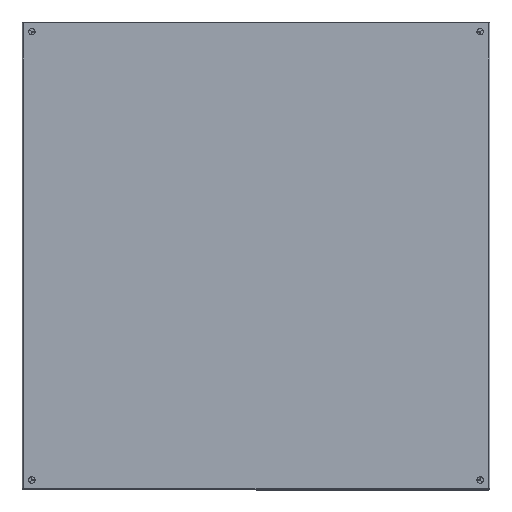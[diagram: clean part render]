
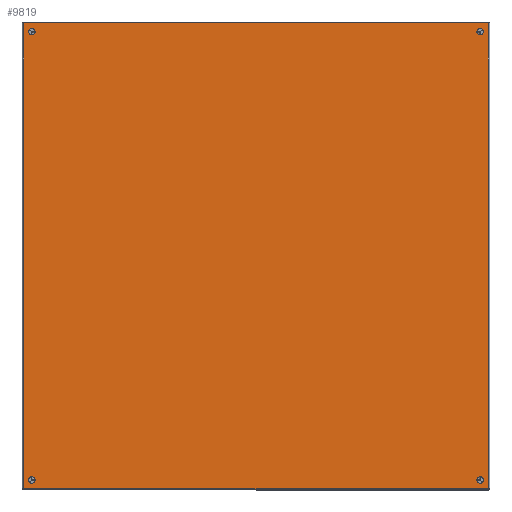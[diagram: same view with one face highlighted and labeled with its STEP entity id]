
A CAD part, top view. The second image highlights one B-rep face of the part: STEP entity #9819.
In plain terms, the highlighted face is planar.
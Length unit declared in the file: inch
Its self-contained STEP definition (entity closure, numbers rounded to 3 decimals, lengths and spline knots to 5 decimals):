
#665 = EDGE_CURVE ( 'NONE', #60984, #10604, #31194, .T. ) ;
#1397 = DIRECTION ( 'NONE',  ( 0., 0., 1. ) ) ;
#1421 = AXIS2_PLACEMENT_3D ( 'NONE', #18594, #7159, #1397 ) ;
#1497 = VERTEX_POINT ( 'NONE', #74534 ) ;
#2170 = EDGE_CURVE ( 'NONE', #23757, #44837, #14337, .T. ) ;
#2198 = ORIENTED_EDGE ( 'NONE', *, *, #665, .T. ) ;
#2201 = CARTESIAN_POINT ( 'NONE',  ( 0., 35.25, 17.25 ) ) ;
#2529 = DIRECTION ( 'NONE',  ( 0., 0., -1. ) ) ;
#3521 = EDGE_CURVE ( 'NONE', #16313, #32912, #57687, .T. ) ;
#3712 = CARTESIAN_POINT ( 'NONE',  ( 0., 35.25, -17.5 ) ) ;
#5050 = EDGE_LOOP ( 'NONE', ( #55785, #5679 ) ) ;
#5679 = ORIENTED_EDGE ( 'NONE', *, *, #32929, .T. ) ;
#7090 = VERTEX_POINT ( 'NONE', #69611 ) ;
#7159 = DIRECTION ( 'NONE',  ( 1., 0., 0. ) ) ;
#7466 = DIRECTION ( 'NONE',  ( 0., 0., 1. ) ) ;
#7640 = CARTESIAN_POINT ( 'NONE',  ( 0., 0.75, 17.25 ) ) ;
#8016 = AXIS2_PLACEMENT_3D ( 'NONE', #32159, #39449, #44048 ) ;
#9158 = CARTESIAN_POINT ( 'NONE',  ( 0., 0.072, -17.928 ) ) ;
#9819 = ADVANCED_FACE ( 'NONE', ( #60135, #70858, #19114, #59747, #30585 ), #11873, .F. ) ;
#10590 = CARTESIAN_POINT ( 'NONE',  ( 0., 0.75, -17. ) ) ;
#10604 = VERTEX_POINT ( 'NONE', #10590 ) ;
#10696 = ORIENTED_EDGE ( 'NONE', *, *, #2170, .T. ) ;
#11873 = PLANE ( 'NONE',  #48565 ) ;
#12105 = CIRCLE ( 'NONE', #18061, 0.25 ) ;
#13014 = DIRECTION ( 'NONE',  ( 0., 0., 1. ) ) ;
#13154 = AXIS2_PLACEMENT_3D ( 'NONE', #53972, #36350, #19468 ) ;
#13239 = ORIENTED_EDGE ( 'NONE', *, *, #26611, .T. ) ;
#13256 = CARTESIAN_POINT ( 'NONE',  ( 0., 0.108, -17.928 ) ) ;
#13769 = DIRECTION ( 'NONE',  ( 0., 1., 0. ) ) ;
#14337 = CIRCLE ( 'NONE', #13154, 0.25 ) ;
#15521 = CARTESIAN_POINT ( 'NONE',  ( 0., 0.75, 17.5 ) ) ;
#16313 = VERTEX_POINT ( 'NONE', #70930 ) ;
#17091 = VECTOR ( 'NONE', #32469, 39.37008 ) ;
#17216 = CIRCLE ( 'NONE', #26999, 0.25 ) ;
#17446 = ORIENTED_EDGE ( 'NONE', *, *, #69746, .T. ) ;
#17448 = ORIENTED_EDGE ( 'NONE', *, *, #39759, .T. ) ;
#17476 = VECTOR ( 'NONE', #7466, 39.37008 ) ;
#17629 = EDGE_CURVE ( 'NONE', #7090, #1497, #48073, .T. ) ;
#18061 = AXIS2_PLACEMENT_3D ( 'NONE', #7640, #71982, #71214 ) ;
#18322 = DIRECTION ( 'NONE',  ( 1., 0., 0. ) ) ;
#18575 = CIRCLE ( 'NONE', #22242, 0.25 ) ;
#18594 = CARTESIAN_POINT ( 'NONE',  ( 0., 35.25, -17.25 ) ) ;
#19114 = FACE_BOUND ( 'NONE', #39424, .T. ) ;
#19403 = CARTESIAN_POINT ( 'NONE',  ( 0., 0.75, 17. ) ) ;
#19468 = DIRECTION ( 'NONE',  ( 0., 0., 1. ) ) ;
#19666 = LINE ( 'NONE', #49576, #17476 ) ;
#20227 = EDGE_LOOP ( 'NONE', ( #30456, #75842, #26488, #17448 ) ) ;
#20571 = DIRECTION ( 'NONE',  ( 1., 0., 0. ) ) ;
#20914 = DIRECTION ( 'NONE',  ( 0., 0., 1. ) ) ;
#21690 = CARTESIAN_POINT ( 'NONE',  ( 0., 35.25, -17.25 ) ) ;
#22242 = AXIS2_PLACEMENT_3D ( 'NONE', #21690, #61538, #20914 ) ;
#23499 = VECTOR ( 'NONE', #2529, 39.37008 ) ;
#23757 = VERTEX_POINT ( 'NONE', #28491 ) ;
#26488 = ORIENTED_EDGE ( 'NONE', *, *, #17629, .F. ) ;
#26611 = EDGE_CURVE ( 'NONE', #10604, #60984, #65359, .T. ) ;
#26999 = AXIS2_PLACEMENT_3D ( 'NONE', #41286, #18322, #66211 ) ;
#27512 = EDGE_CURVE ( 'NONE', #64549, #39221, #19666, .T. ) ;
#28491 = CARTESIAN_POINT ( 'NONE',  ( 0., 35.25, 17. ) ) ;
#28560 = DIRECTION ( 'NONE',  ( 0., 0., 1. ) ) ;
#30456 = ORIENTED_EDGE ( 'NONE', *, *, #27512, .F. ) ;
#30585 = FACE_BOUND ( 'NONE', #5050, .T. ) ;
#31194 = CIRCLE ( 'NONE', #8016, 0.25 ) ;
#32159 = CARTESIAN_POINT ( 'NONE',  ( 0., 0.75, -17.25 ) ) ;
#32469 = DIRECTION ( 'NONE',  ( 0., -1., 0. ) ) ;
#32912 = VERTEX_POINT ( 'NONE', #3712 ) ;
#32929 = EDGE_CURVE ( 'NONE', #32912, #16313, #18575, .T. ) ;
#34607 = EDGE_CURVE ( 'NONE', #64549, #1497, #73139, .T. ) ;
#34920 = LINE ( 'NONE', #42854, #65535 ) ;
#36350 = DIRECTION ( 'NONE',  ( 1., 0., 0. ) ) ;
#37177 = AXIS2_PLACEMENT_3D ( 'NONE', #2201, #66154, #44526 ) ;
#39221 = VERTEX_POINT ( 'NONE', #51271 ) ;
#39236 = VERTEX_POINT ( 'NONE', #19403 ) ;
#39424 = EDGE_LOOP ( 'NONE', ( #13239, #2198 ) ) ;
#39449 = DIRECTION ( 'NONE',  ( 1., 0., 0. ) ) ;
#39759 = EDGE_CURVE ( 'NONE', #7090, #39221, #34920, .T. ) ;
#39934 = CARTESIAN_POINT ( 'NONE',  ( 0., 35.892, -17.928 ) ) ;
#41205 = EDGE_CURVE ( 'NONE', #44837, #23757, #69018, .T. ) ;
#41286 = CARTESIAN_POINT ( 'NONE',  ( 0., 0.75, 17.25 ) ) ;
#42071 = CARTESIAN_POINT ( 'NONE',  ( 0., 35.928, 17.928 ) ) ;
#42854 = CARTESIAN_POINT ( 'NONE',  ( 0., 35.928, 17.928 ) ) ;
#44048 = DIRECTION ( 'NONE',  ( 0., 0., 1. ) ) ;
#44526 = DIRECTION ( 'NONE',  ( 0., 0., 1. ) ) ;
#44557 = AXIS2_PLACEMENT_3D ( 'NONE', #73063, #20571, #28560 ) ;
#44837 = VERTEX_POINT ( 'NONE', #45887 ) ;
#45887 = CARTESIAN_POINT ( 'NONE',  ( 0., 35.25, 17.5 ) ) ;
#48073 = LINE ( 'NONE', #13256, #23499 ) ;
#48565 = AXIS2_PLACEMENT_3D ( 'NONE', #42071, #65486, #13014 ) ;
#49576 = CARTESIAN_POINT ( 'NONE',  ( 0., 35.892, 17.928 ) ) ;
#51271 = CARTESIAN_POINT ( 'NONE',  ( 0., 35.892, 17.928 ) ) ;
#53972 = CARTESIAN_POINT ( 'NONE',  ( 0., 35.25, 17.25 ) ) ;
#54657 = CARTESIAN_POINT ( 'NONE',  ( 0., 0.75, -17.5 ) ) ;
#55785 = ORIENTED_EDGE ( 'NONE', *, *, #3521, .T. ) ;
#57687 = CIRCLE ( 'NONE', #1421, 0.25 ) ;
#58467 = EDGE_CURVE ( 'NONE', #63258, #39236, #12105, .T. ) ;
#59747 = FACE_BOUND ( 'NONE', #64785, .T. ) ;
#60135 = FACE_OUTER_BOUND ( 'NONE', #20227, .T. ) ;
#60984 = VERTEX_POINT ( 'NONE', #54657 ) ;
#61116 = ORIENTED_EDGE ( 'NONE', *, *, #41205, .T. ) ;
#61538 = DIRECTION ( 'NONE',  ( 1., 0., 0. ) ) ;
#63258 = VERTEX_POINT ( 'NONE', #15521 ) ;
#64549 = VERTEX_POINT ( 'NONE', #39934 ) ;
#64785 = EDGE_LOOP ( 'NONE', ( #61116, #10696 ) ) ;
#65359 = CIRCLE ( 'NONE', #44557, 0.25 ) ;
#65486 = DIRECTION ( 'NONE',  ( 1., 0., 0. ) ) ;
#65535 = VECTOR ( 'NONE', #13769, 39.37008 ) ;
#66154 = DIRECTION ( 'NONE',  ( 1., 0., 0. ) ) ;
#66211 = DIRECTION ( 'NONE',  ( 0., 0., 1. ) ) ;
#66619 = EDGE_LOOP ( 'NONE', ( #71846, #17446 ) ) ;
#69018 = CIRCLE ( 'NONE', #37177, 0.25 ) ;
#69611 = CARTESIAN_POINT ( 'NONE',  ( 0., 0.108, 17.928 ) ) ;
#69746 = EDGE_CURVE ( 'NONE', #39236, #63258, #17216, .T. ) ;
#70858 = FACE_BOUND ( 'NONE', #66619, .T. ) ;
#70930 = CARTESIAN_POINT ( 'NONE',  ( 0., 35.25, -17. ) ) ;
#71214 = DIRECTION ( 'NONE',  ( 0., 0., 1. ) ) ;
#71846 = ORIENTED_EDGE ( 'NONE', *, *, #58467, .T. ) ;
#71982 = DIRECTION ( 'NONE',  ( 1., 0., 0. ) ) ;
#73063 = CARTESIAN_POINT ( 'NONE',  ( 0., 0.75, -17.25 ) ) ;
#73139 = LINE ( 'NONE', #9158, #17091 ) ;
#74534 = CARTESIAN_POINT ( 'NONE',  ( 0., 0.108, -17.928 ) ) ;
#75842 = ORIENTED_EDGE ( 'NONE', *, *, #34607, .T. ) ;
